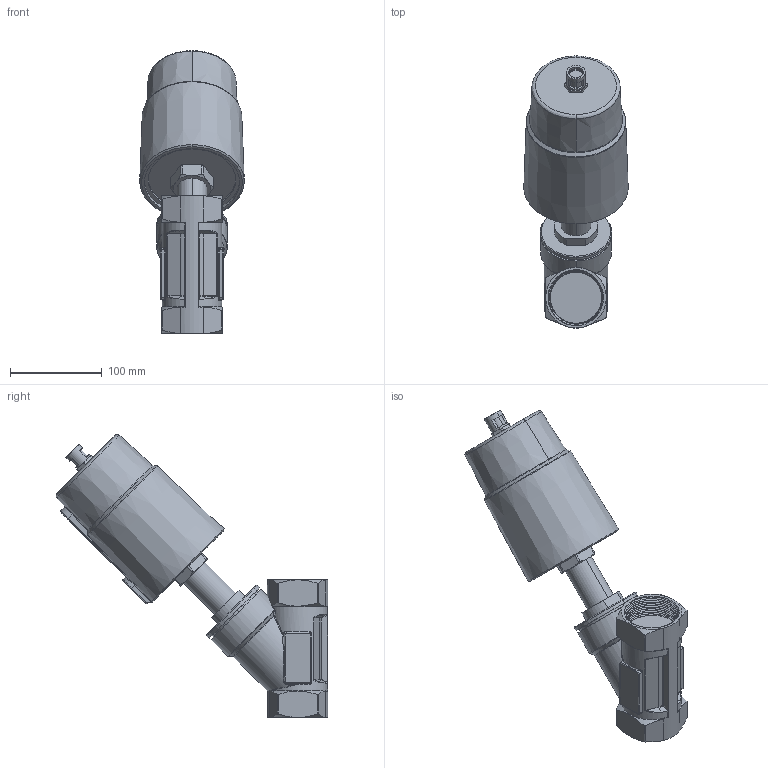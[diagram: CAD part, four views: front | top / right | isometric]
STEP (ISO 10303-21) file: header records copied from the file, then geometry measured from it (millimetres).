
FILE_DESCRIPTION (( 'STEP AP214' ), '1' );
FILE_NAME ('2KD2.STEP', '2019-03-12T16:28:32', ( '' ), ( '' ), 'SwSTEP 2.0', 'SolidWorks 2016', '' );
FILE_SCHEMA (( 'AUTOMOTIVE_DESIGN' ));
Length unit declared in the file: millimetre
Products named in the file (1): 2KD2
Bounding box: 113.84 x 296.28 x 308.38 mm (x, y, z)
Volume: 2113694.3 mm3; surface area: 158958.2 mm2
Topology: 2 solids, 2 shells, 469 faces, 1199 edges, 746 vertices
Faces by surface type: cone 135, cylinder 96, bspline 93, plane 87, torus 38, sphere 20
Entity records: 43856 total; most frequent: CARTESIAN_POINT 28520, ORIENTED_EDGE 2394, DIRECTION 1750, EDGE_CURVE 1197, VERTEX_POINT 746, AXIS2_PLACEMENT_3D 725, B_SPLINE_CURVE_WITH_KNOTS 523, EDGE_LOOP 487
